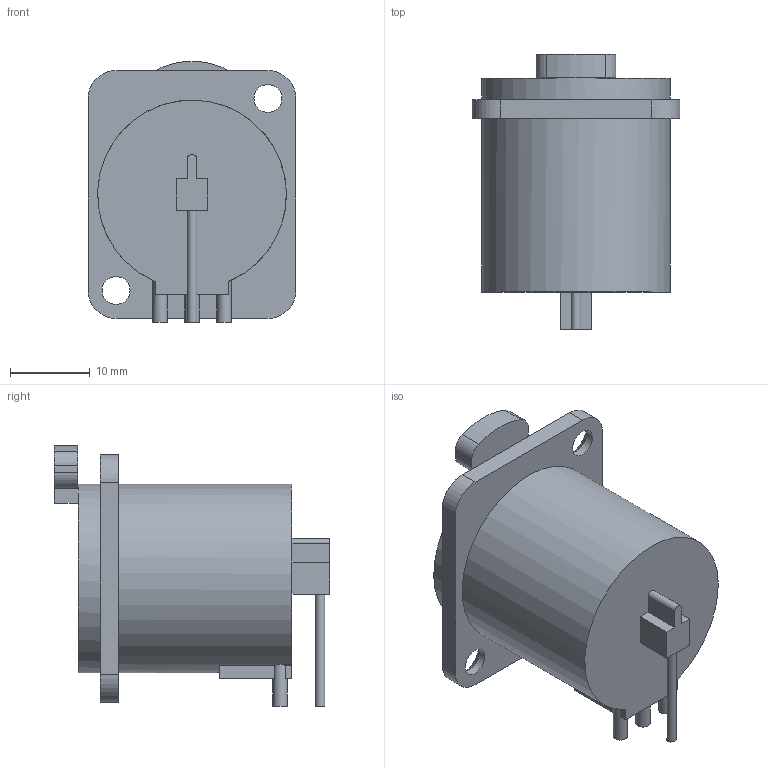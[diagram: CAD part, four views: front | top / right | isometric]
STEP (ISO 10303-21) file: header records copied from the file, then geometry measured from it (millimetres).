
FILE_DESCRIPTION( ( '' ), ' ' );
FILE_NAME( '5a94910370cc0f0dacdb9454.step', '2018-02-26T22:58:12', ( '' ), ( '' ), ' ', ' ', ' ' );
FILE_SCHEMA( ( 'AUTOMOTIVE_DESIGN { 1 0 10303 214 1 1 1 1 }' ) );
Length unit declared in the file: metre
Products named in the file (1): Open CASCADE STEP translator 6.8 2
Bounding box: 26 x 34.4 x 32.62 mm (x, y, z)
Volume: 11329.8 mm3; surface area: 5861.2 mm2
Topology: 1 solids, 1 shells, 90 faces, 236 edges, 158 vertices
Faces by surface type: plane 57, cylinder 31, cone 2
Full cylindrical faces by diameter (mm): 1.2 x1, 1.8 x3, 2.3 x1, 2.5 x3, 3.5 x2, 15.85 x1, 23.6 x2
Entity records: 4489 total; most frequent: CARTESIAN_POINT 522, DIRECTION 456, ORIENTED_EDGE 426, STYLED_ITEM 302, PRESENTATION_STYLE_ASSIGNMENT 302, COLOUR_RGB 302, EDGE_CURVE 213, CURVE_STYLE 213
